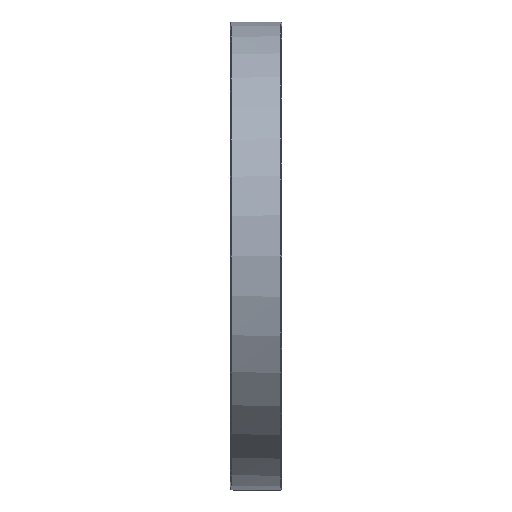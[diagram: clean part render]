
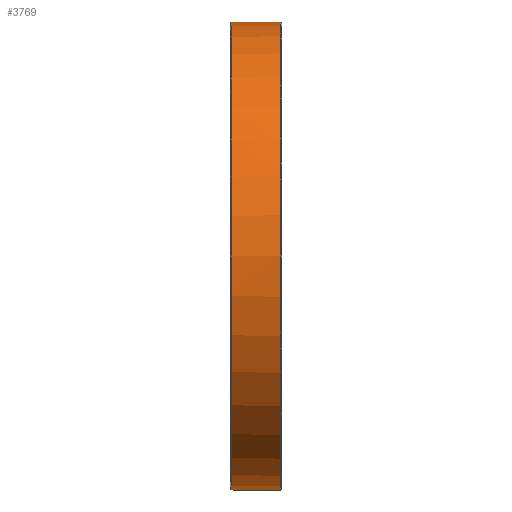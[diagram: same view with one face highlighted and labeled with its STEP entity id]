
A CAD part, left-side view. The second image highlights one B-rep face of the part: STEP entity #3769.
In plain terms, the highlighted cylindrical face has radius 101.2 mm (diameter 202.4 mm), a partial arc.
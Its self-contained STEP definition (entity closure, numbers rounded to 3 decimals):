
#72 = VECTOR ( 'NONE', #706, 1000. ) ;
#108 = EDGE_CURVE ( 'NONE', #1944, #1935, #3721, .T. ) ;
#112 = CIRCLE ( 'NONE', #1026, 101.2 ) ;
#163 = CARTESIAN_POINT ( 'NONE',  ( 0., 9.85, 0. ) ) ;
#227 = CARTESIAN_POINT ( 'NONE',  ( 0., -10.75, -101.2 ) ) ;
#251 = VERTEX_POINT ( 'NONE', #4001 ) ;
#289 = ORIENTED_EDGE ( 'NONE', *, *, #2478, .T. ) ;
#297 = AXIS2_PLACEMENT_3D ( 'NONE', #163, #2417, #502 ) ;
#378 = CARTESIAN_POINT ( 'NONE',  ( -1.5, 9.85, -101.189 ) ) ;
#392 = DIRECTION ( 'NONE',  ( 0., -1., 0. ) ) ;
#452 = CARTESIAN_POINT ( 'NONE',  ( 0., 9.85, -101.2 ) ) ;
#502 = DIRECTION ( 'NONE',  ( 0., 0., 1. ) ) ;
#580 = CARTESIAN_POINT ( 'NONE',  ( 0., -10.75, 0. ) ) ;
#613 = ORIENTED_EDGE ( 'NONE', *, *, #1923, .F. ) ;
#706 = DIRECTION ( 'NONE',  ( 0., -1., 0. ) ) ;
#743 = DIRECTION ( 'NONE',  ( 0., -1., 0. ) ) ;
#777 = VERTEX_POINT ( 'NONE', #1675 ) ;
#788 = CARTESIAN_POINT ( 'NONE',  ( 0., -10.75, 101.2 ) ) ;
#795 = EDGE_CURVE ( 'NONE', #251, #1337, #3561, .T. ) ;
#858 = LINE ( 'NONE', #2629, #1419 ) ;
#912 = DIRECTION ( 'NONE',  ( 0., 0., 1. ) ) ;
#981 = ORIENTED_EDGE ( 'NONE', *, *, #2777, .T. ) ;
#1026 = AXIS2_PLACEMENT_3D ( 'NONE', #1388, #3605, #1710 ) ;
#1083 = VERTEX_POINT ( 'NONE', #227 ) ;
#1184 = VECTOR ( 'NONE', #392, 1000. ) ;
#1223 = EDGE_CURVE ( 'NONE', #251, #777, #3350, .T. ) ;
#1284 = VERTEX_POINT ( 'NONE', #788 ) ;
#1336 = ORIENTED_EDGE ( 'NONE', *, *, #795, .T. ) ;
#1337 = VERTEX_POINT ( 'NONE', #2990 ) ;
#1342 = ORIENTED_EDGE ( 'NONE', *, *, #1876, .T. ) ;
#1388 = CARTESIAN_POINT ( 'NONE',  ( 0., 10.75, 0. ) ) ;
#1414 = DIRECTION ( 'NONE',  ( 0., 1., 0. ) ) ;
#1419 = VECTOR ( 'NONE', #743, 1000. ) ;
#1439 = CARTESIAN_POINT ( 'NONE',  ( -1.5, -11.15, 101.189 ) ) ;
#1583 = VERTEX_POINT ( 'NONE', #452 ) ;
#1617 = CIRCLE ( 'NONE', #2850, 101.2 ) ;
#1675 = CARTESIAN_POINT ( 'NONE',  ( 0., 9.85, 101.2 ) ) ;
#1710 = DIRECTION ( 'NONE',  ( 0., 0., -1. ) ) ;
#1722 = LINE ( 'NONE', #2600, #72 ) ;
#1850 = CIRCLE ( 'NONE', #297, 101.2 ) ;
#1876 = EDGE_CURVE ( 'NONE', #1583, #1083, #1722, .T. ) ;
#1923 = EDGE_CURVE ( 'NONE', #777, #1284, #858, .T. ) ;
#1935 = VERTEX_POINT ( 'NONE', #378 ) ;
#1944 = VERTEX_POINT ( 'NONE', #3933 ) ;
#1955 = CARTESIAN_POINT ( 'NONE',  ( -1.5, -11.15, -101.189 ) ) ;
#2065 = CARTESIAN_POINT ( 'NONE',  ( 0., -11.15, 0. ) ) ;
#2263 = ORIENTED_EDGE ( 'NONE', *, *, #108, .T. ) ;
#2330 = FACE_OUTER_BOUND ( 'NONE', #2362, .T. ) ;
#2362 = EDGE_LOOP ( 'NONE', ( #613, #3405, #1336, #289, #2263, #3124, #1342, #981 ) ) ;
#2417 = DIRECTION ( 'NONE',  ( 0., 1., 0. ) ) ;
#2478 = EDGE_CURVE ( 'NONE', #1337, #1944, #112, .T. ) ;
#2600 = CARTESIAN_POINT ( 'NONE',  ( 0., -11.15, -101.2 ) ) ;
#2629 = CARTESIAN_POINT ( 'NONE',  ( 0., -11.15, 101.2 ) ) ;
#2738 = AXIS2_PLACEMENT_3D ( 'NONE', #2065, #3000, #3320 ) ;
#2777 = EDGE_CURVE ( 'NONE', #1083, #1284, #1617, .T. ) ;
#2810 = DIRECTION ( 'NONE',  ( 0., 1., 0. ) ) ;
#2850 = AXIS2_PLACEMENT_3D ( 'NONE', #580, #2810, #912 ) ;
#2981 = CYLINDRICAL_SURFACE ( 'NONE', #2738, 101.2 ) ;
#2990 = CARTESIAN_POINT ( 'NONE',  ( -1.5, 10.75, 101.189 ) ) ;
#3000 = DIRECTION ( 'NONE',  ( 0., -1., 0. ) ) ;
#3124 = ORIENTED_EDGE ( 'NONE', *, *, #3866, .F. ) ;
#3320 = DIRECTION ( 'NONE',  ( 0., 0., -1. ) ) ;
#3339 = AXIS2_PLACEMENT_3D ( 'NONE', #3713, #3895, #3345 ) ;
#3345 = DIRECTION ( 'NONE',  ( 0., 0., 1. ) ) ;
#3350 = CIRCLE ( 'NONE', #3339, 101.2 ) ;
#3405 = ORIENTED_EDGE ( 'NONE', *, *, #1223, .F. ) ;
#3456 = VECTOR ( 'NONE', #1414, 1000. ) ;
#3561 = LINE ( 'NONE', #1439, #3456 ) ;
#3605 = DIRECTION ( 'NONE',  ( 0., -1., 0. ) ) ;
#3713 = CARTESIAN_POINT ( 'NONE',  ( 0., 9.85, 0. ) ) ;
#3721 = LINE ( 'NONE', #1955, #1184 ) ;
#3769 = ADVANCED_FACE ( 'NONE', ( #2330 ), #2981, .T. ) ;
#3866 = EDGE_CURVE ( 'NONE', #1583, #1935, #1850, .T. ) ;
#3895 = DIRECTION ( 'NONE',  ( 0., 1., 0. ) ) ;
#3933 = CARTESIAN_POINT ( 'NONE',  ( -1.5, 10.75, -101.189 ) ) ;
#4001 = CARTESIAN_POINT ( 'NONE',  ( -1.5, 9.85, 101.189 ) ) ;
